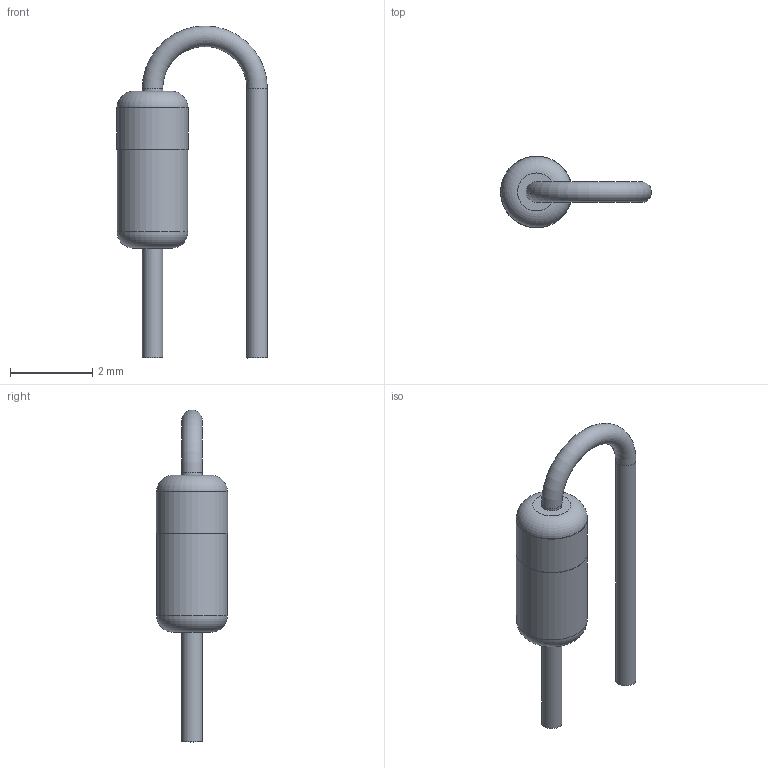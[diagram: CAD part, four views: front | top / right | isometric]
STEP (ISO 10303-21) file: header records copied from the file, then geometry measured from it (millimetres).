
FILE_DESCRIPTION(('FreeCAD Model'),'2;1');
FILE_NAME('DO-35_P2.54.step','2019-07-22T08:31:06',('Author'),(''), 'Open CASCADE STEP processor 7.3','FreeCAD','Unknown');
FILE_SCHEMA(('AUTOMOTIVE_DESIGN { 1 0 10303 214 1 1 1 1 }'));
Length unit declared in the file: millimetre
Products named in the file (1): DO-35_P2.54
Bounding box: 3.66 x 1.74 x 8.05 mm (x, y, z)
Volume: 11.1 mm3; surface area: 44.1 mm2
Topology: 1 solids, 1 shells, 15 faces, 23 edges, 14 vertices
Faces by surface type: plane 6, cylinder 6, torus 3
Full cylindrical faces by diameter (mm): 0.496 x3, 1.72 x2, 1.74 x1
Entity records: 461 total; most frequent: DIRECTION 72, CARTESIAN_POINT 53, ORIENTED_EDGE 46, AXIS2_PLACEMENT_3D 33, EDGE_CURVE 23, FACE_BOUND 19, EDGE_LOOP 19, CIRCLE 17
